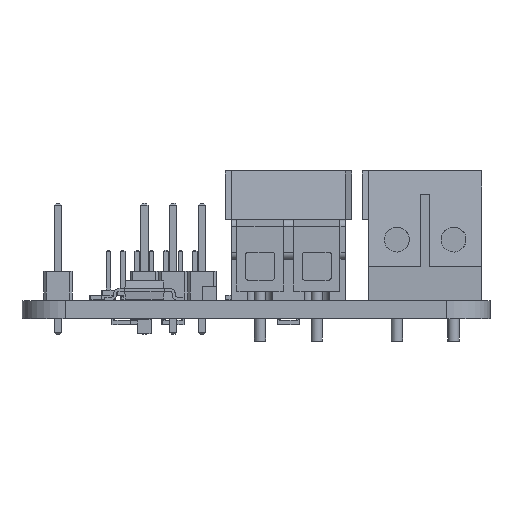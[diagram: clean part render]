
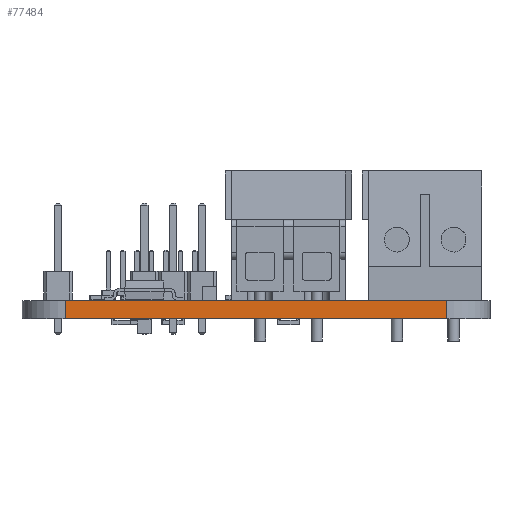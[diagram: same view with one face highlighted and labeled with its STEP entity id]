
A CAD part, left-side view. The second image highlights one B-rep face of the part: STEP entity #77484.
In plain terms, the highlighted planar face has unit normal (-1, 0, 0).
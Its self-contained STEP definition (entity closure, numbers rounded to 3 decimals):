
#75711 = CYLINDRICAL_SURFACE('',#75712,3.81);
#75712 = AXIS2_PLACEMENT_3D('',#75713,#75714,#75715);
#75713 = CARTESIAN_POINT('',(3.81,-3.81,0.));
#75714 = DIRECTION('',(-0.,-0.,-1.));
#75715 = DIRECTION('',(1.,0.,-0.));
#75739 = PLANE('',#75740);
#75740 = AXIS2_PLACEMENT_3D('',#75741,#75742,#75743);
#75741 = CARTESIAN_POINT('',(19.368,-20.638,1.6));
#75742 = DIRECTION('',(-0.,-0.,-1.));
#75743 = DIRECTION('',(-1.,0.,0.));
#75793 = PLANE('',#75794);
#75794 = AXIS2_PLACEMENT_3D('',#75795,#75796,#75797);
#75795 = CARTESIAN_POINT('',(19.368,-20.638,0.));
#75796 = DIRECTION('',(-0.,-0.,-1.));
#75797 = DIRECTION('',(-1.,0.,0.));
#75810 = VERTEX_POINT('',#75811);
#75811 = CARTESIAN_POINT('',(0.,-3.81,1.6));
#75837 = EDGE_CURVE('',#75838,#75810,#75840,.T.);
#75838 = VERTEX_POINT('',#75839);
#75839 = CARTESIAN_POINT('',(0.,-3.81,0.));
#75840 = SURFACE_CURVE('',#75841,(#75845,#75852),.PCURVE_S1.);
#75841 = LINE('',#75842,#75843);
#75842 = CARTESIAN_POINT('',(0.,-3.81,0.));
#75843 = VECTOR('',#75844,1.);
#75844 = DIRECTION('',(0.,0.,1.));
#75845 = PCURVE('',#75711,#75846);
#75846 = DEFINITIONAL_REPRESENTATION('',(#75847),#75851);
#75847 = LINE('',#75848,#75849);
#75848 = CARTESIAN_POINT('',(-3.142,0.));
#75849 = VECTOR('',#75850,1.);
#75850 = DIRECTION('',(-0.,-1.));
#75851 = ( GEOMETRIC_REPRESENTATION_CONTEXT(2) 
PARAMETRIC_REPRESENTATION_CONTEXT() REPRESENTATION_CONTEXT('2D SPACE',''
  ) );
#75852 = PCURVE('',#75853,#75858);
#75853 = PLANE('',#75854);
#75854 = AXIS2_PLACEMENT_3D('',#75855,#75856,#75857);
#75855 = CARTESIAN_POINT('',(0.,-37.465,0.));
#75856 = DIRECTION('',(-1.,0.,0.));
#75857 = DIRECTION('',(0.,1.,0.));
#75858 = DEFINITIONAL_REPRESENTATION('',(#75859),#75863);
#75859 = LINE('',#75860,#75861);
#75860 = CARTESIAN_POINT('',(33.655,0.));
#75861 = VECTOR('',#75862,1.);
#75862 = DIRECTION('',(0.,-1.));
#75863 = ( GEOMETRIC_REPRESENTATION_CONTEXT(2) 
PARAMETRIC_REPRESENTATION_CONTEXT() REPRESENTATION_CONTEXT('2D SPACE',''
  ) );
#76067 = VERTEX_POINT('',#76068);
#76068 = CARTESIAN_POINT('',(0.,-37.465,0.));
#76087 = CYLINDRICAL_SURFACE('',#76088,3.81);
#76088 = AXIS2_PLACEMENT_3D('',#76089,#76090,#76091);
#76089 = CARTESIAN_POINT('',(3.81,-37.465,0.));
#76090 = DIRECTION('',(-0.,-0.,-1.));
#76091 = DIRECTION('',(1.,0.,-0.));
#76099 = EDGE_CURVE('',#76067,#75838,#76100,.T.);
#76100 = SURFACE_CURVE('',#76101,(#76105,#76112),.PCURVE_S1.);
#76101 = LINE('',#76102,#76103);
#76102 = CARTESIAN_POINT('',(0.,-37.465,0.));
#76103 = VECTOR('',#76104,1.);
#76104 = DIRECTION('',(0.,1.,0.));
#76105 = PCURVE('',#75793,#76106);
#76106 = DEFINITIONAL_REPRESENTATION('',(#76107),#76111);
#76107 = LINE('',#76108,#76109);
#76108 = CARTESIAN_POINT('',(19.368,-16.828));
#76109 = VECTOR('',#76110,1.);
#76110 = DIRECTION('',(0.,1.));
#76111 = ( GEOMETRIC_REPRESENTATION_CONTEXT(2) 
PARAMETRIC_REPRESENTATION_CONTEXT() REPRESENTATION_CONTEXT('2D SPACE',''
  ) );
#76112 = PCURVE('',#75853,#76113);
#76113 = DEFINITIONAL_REPRESENTATION('',(#76114),#76118);
#76114 = LINE('',#76115,#76116);
#76115 = CARTESIAN_POINT('',(0.,0.));
#76116 = VECTOR('',#76117,1.);
#76117 = DIRECTION('',(1.,0.));
#76118 = ( GEOMETRIC_REPRESENTATION_CONTEXT(2) 
PARAMETRIC_REPRESENTATION_CONTEXT() REPRESENTATION_CONTEXT('2D SPACE',''
  ) );
#76866 = VERTEX_POINT('',#76867);
#76867 = CARTESIAN_POINT('',(0.,-37.465,1.6));
#76893 = EDGE_CURVE('',#76866,#75810,#76894,.T.);
#76894 = SURFACE_CURVE('',#76895,(#76899,#76906),.PCURVE_S1.);
#76895 = LINE('',#76896,#76897);
#76896 = CARTESIAN_POINT('',(0.,-37.465,1.6));
#76897 = VECTOR('',#76898,1.);
#76898 = DIRECTION('',(0.,1.,0.));
#76899 = PCURVE('',#75739,#76900);
#76900 = DEFINITIONAL_REPRESENTATION('',(#76901),#76905);
#76901 = LINE('',#76902,#76903);
#76902 = CARTESIAN_POINT('',(19.368,-16.828));
#76903 = VECTOR('',#76904,1.);
#76904 = DIRECTION('',(0.,1.));
#76905 = ( GEOMETRIC_REPRESENTATION_CONTEXT(2) 
PARAMETRIC_REPRESENTATION_CONTEXT() REPRESENTATION_CONTEXT('2D SPACE',''
  ) );
#76906 = PCURVE('',#75853,#76907);
#76907 = DEFINITIONAL_REPRESENTATION('',(#76908),#76912);
#76908 = LINE('',#76909,#76910);
#76909 = CARTESIAN_POINT('',(0.,-1.6));
#76910 = VECTOR('',#76911,1.);
#76911 = DIRECTION('',(1.,0.));
#76912 = ( GEOMETRIC_REPRESENTATION_CONTEXT(2) 
PARAMETRIC_REPRESENTATION_CONTEXT() REPRESENTATION_CONTEXT('2D SPACE',''
  ) );
#77484 = ADVANCED_FACE('',(#77485),#75853,.T.);
#77485 = FACE_BOUND('',#77486,.T.);
#77486 = EDGE_LOOP('',(#77487,#77508,#77509,#77510));
#77487 = ORIENTED_EDGE('',*,*,#77488,.T.);
#77488 = EDGE_CURVE('',#76067,#76866,#77489,.T.);
#77489 = SURFACE_CURVE('',#77490,(#77494,#77501),.PCURVE_S1.);
#77490 = LINE('',#77491,#77492);
#77491 = CARTESIAN_POINT('',(0.,-37.465,0.));
#77492 = VECTOR('',#77493,1.);
#77493 = DIRECTION('',(0.,0.,1.));
#77494 = PCURVE('',#75853,#77495);
#77495 = DEFINITIONAL_REPRESENTATION('',(#77496),#77500);
#77496 = LINE('',#77497,#77498);
#77497 = CARTESIAN_POINT('',(0.,0.));
#77498 = VECTOR('',#77499,1.);
#77499 = DIRECTION('',(0.,-1.));
#77500 = ( GEOMETRIC_REPRESENTATION_CONTEXT(2) 
PARAMETRIC_REPRESENTATION_CONTEXT() REPRESENTATION_CONTEXT('2D SPACE',''
  ) );
#77501 = PCURVE('',#76087,#77502);
#77502 = DEFINITIONAL_REPRESENTATION('',(#77503),#77507);
#77503 = LINE('',#77504,#77505);
#77504 = CARTESIAN_POINT('',(-3.142,0.));
#77505 = VECTOR('',#77506,1.);
#77506 = DIRECTION('',(-0.,-1.));
#77507 = ( GEOMETRIC_REPRESENTATION_CONTEXT(2) 
PARAMETRIC_REPRESENTATION_CONTEXT() REPRESENTATION_CONTEXT('2D SPACE',''
  ) );
#77508 = ORIENTED_EDGE('',*,*,#76893,.T.);
#77509 = ORIENTED_EDGE('',*,*,#75837,.F.);
#77510 = ORIENTED_EDGE('',*,*,#76099,.F.);
